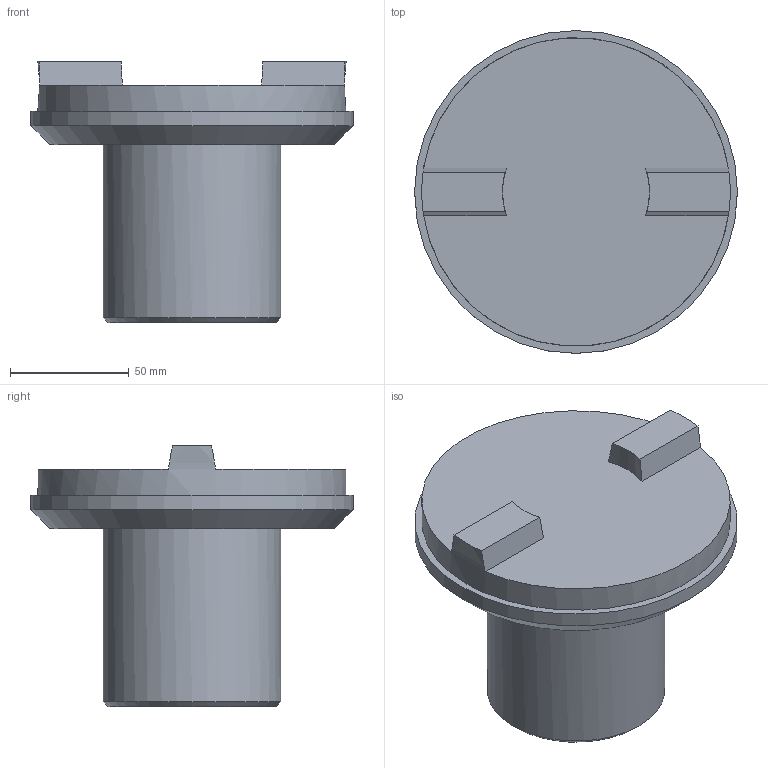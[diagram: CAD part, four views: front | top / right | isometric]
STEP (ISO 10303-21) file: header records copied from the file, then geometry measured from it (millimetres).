
FILE_DESCRIPTION(/* description */ (''),/* implementation_level */ '2;1');
FILE_NAME(/* name */ '1566220001251.stp',/* time_stamp */ '2019-08-19T15:06:47+02:00',/* author */ (''),/* organization */ ('SMS'),/* preprocessor_version */ 'ST-DEVELOPER v16.7',/* originating_system */ 'SIEMENS PLM Software NX 12.0',/* authorisation */ '');
FILE_SCHEMA (('AUTOMOTIVE_DESIGN { 1 0 10303 214 3 1 1 1 }'));
Length unit declared in the file: millimetre
Products named in the file (1): 202504699mod000_00
Bounding box: 136 x 136 x 110 mm (x, y, z)
Volume: 679609.7 mm3; surface area: 56734.1 mm2
Topology: 1 solids, 1 shells, 17 faces, 41 edges, 31 vertices
Faces by surface type: plane 10, cylinder 5, cone 2
Full cylindrical faces by diameter (mm): 75 x1, 130 x1, 136 x1
Entity records: 523 total; most frequent: DIRECTION 98, CARTESIAN_POINT 80, ORIENTED_EDGE 64, AXIS2_PLACEMENT_3D 45, EDGE_CURVE 32, EDGE_LOOP 24, VERTEX_POINT 24, ADVANCED_FACE 17
